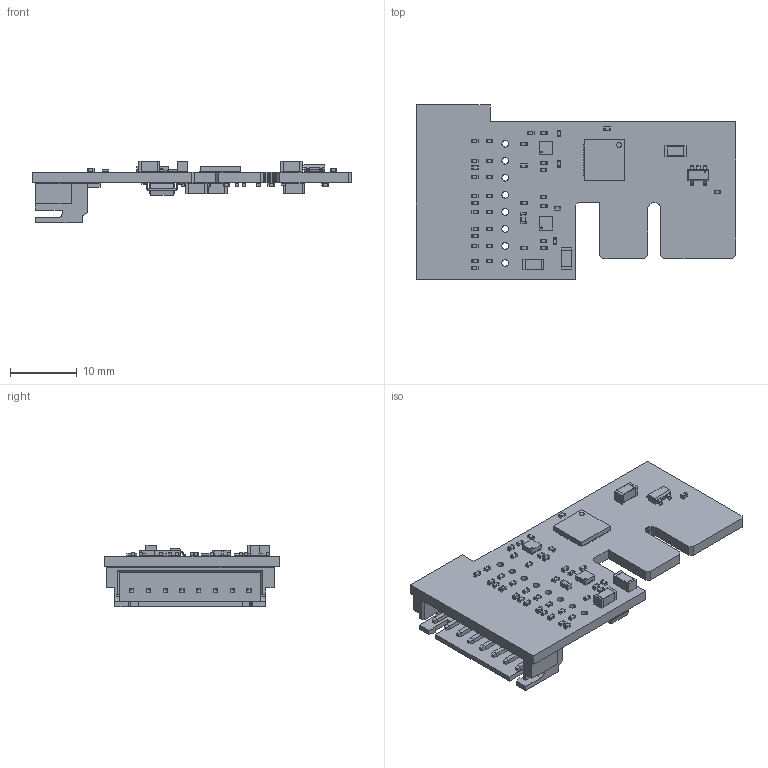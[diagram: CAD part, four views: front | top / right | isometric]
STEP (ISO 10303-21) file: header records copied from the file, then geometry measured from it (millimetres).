
FILE_DESCRIPTION(('KiCad electronic assembly'),'2;1');
FILE_NAME('4906-00010-01; ADE_Aux_V4.step','2024-08-31T11:56:12',( 'Pcbnew'),('Kicad'),'Open CASCADE STEP processor 7.6', 'KiCad to STEP converter','Unknown');
FILE_SCHEMA(('AUTOMOTIVE_DESIGN { 1 0 10303 214 1 1 1 1 }'));
Length unit declared in the file: millimetre
Products named in the file (20): 4906-00010-01; ADE_Aux_V4 1; R_0402_1005Metric; SOLID; C_0402_1005Metric; C_1206_3216Metric; C_0603_1608Metric; WSON-8-1EP_2x2mm_P0.5mm_EP0.9x1.6mm; ADE9430ACPZ; COMPOUND; SC-74A-5_1P65X3P15_ONS; A2501WR-8P1--3D SMD v4; SO-8_3.9x4.9mm_P1.27mm; ADE_Aux_V4 PCB
Assembly tree (74 placements, depth 3):
  4906-00010-01; ADE_Aux_V4 1
    R_0402_1005Metric  x27
      SOLID
    C_0402_1005Metric  x24
      SOLID
    C_1206_3216Metric  x6
      SOLID
    C_0603_1608Metric
      SOLID
    WSON-8-1EP_2x2mm_P0.5mm_EP0.9x1.6mm  x2
      SOLID
    ADE9430ACPZ
      COMPOUND
    SC-74A-5_1P65X3P15_ONS
      COMPOUND
    A2501WR-8P1--3D SMD v4
      COMPOUND
    SO-8_3.9x4.9mm_P1.27mm
      COMPOUND
    ADE_Aux_V4 PCB
Bounding box: 47.65 x 26 x 9.23 mm (x, y, z)
Volume: 2236.9 mm3; surface area: 4188.9 mm2
Topology: 129 solids, 129 shells, 2536 faces, 6440 edges, 4230 vertices
Faces by surface type: plane 1828, cylinder 692, bspline 16
Full cylindrical faces by diameter (mm): 0.083 x1, 0.25 x6, 0.4 x2, 0.75 x1, 1 x8
Entity records: 64810 total; most frequent: CARTESIAN_POINT 11302, DIRECTION 9665, LINE 6793, VECTOR 6793, ORIENTED_EDGE 4964, PCURVE 4964, DEFINITIONAL_REPRESENTATION 4964, EDGE_CURVE 2482
